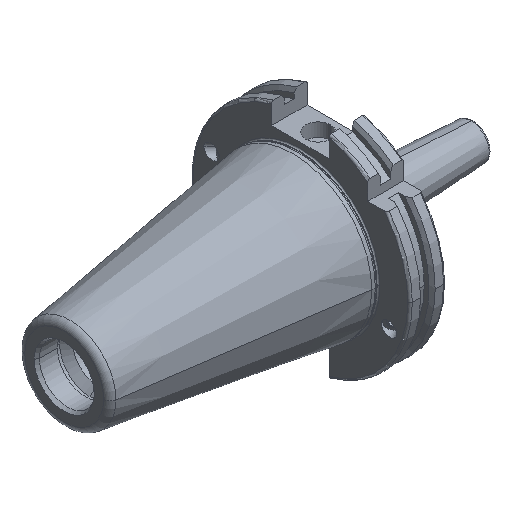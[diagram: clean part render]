
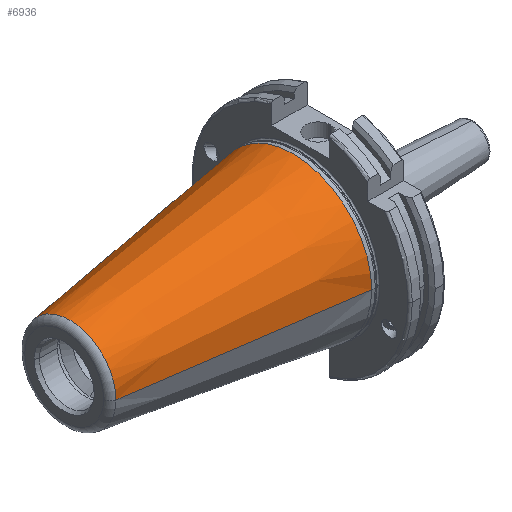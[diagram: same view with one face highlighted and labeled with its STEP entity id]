
A CAD part, isometric view. The second image highlights one B-rep face of the part: STEP entity #6936.
In plain terms, the highlighted conical face has half-angle 8.297 degrees and reference radius 34.925 mm.
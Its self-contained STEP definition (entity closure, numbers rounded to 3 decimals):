
#16 = LINE ( 'NONE', #2349, #253 ) ;
#132 = CARTESIAN_POINT ( 'NONE',  ( 0., 0., 0. ) ) ;
#253 = VECTOR ( 'NONE', #4692, 1000. ) ;
#698 = DIRECTION ( 'NONE',  ( 0., 1., 0. ) ) ;
#825 = DIRECTION ( 'NONE',  ( 0.99, -0.144, 0. ) ) ;
#1227 = AXIS2_PLACEMENT_3D ( 'NONE', #6868, #3348, #5690 ) ;
#1263 = DIRECTION ( 'NONE',  ( 0., -1., 0. ) ) ;
#1447 = CARTESIAN_POINT ( 'NONE',  ( 0., -34.925, 0. ) ) ;
#1718 = CIRCLE ( 'NONE', #1227, 34.925 ) ;
#1862 = DIRECTION ( 'NONE',  ( 1., 0., 0. ) ) ;
#2061 = EDGE_CURVE ( 'NONE', #4377, #5293, #1718, .T. ) ;
#2224 = VERTEX_POINT ( 'NONE', #7089 ) ;
#2340 = CIRCLE ( 'NONE', #6619, 20.461 ) ;
#2349 = CARTESIAN_POINT ( 'NONE',  ( 0., 34.925, 0. ) ) ;
#2438 = ORIENTED_EDGE ( 'NONE', *, *, #6187, .F. ) ;
#2531 = CARTESIAN_POINT ( 'NONE',  ( 0., 34.925, 0. ) ) ;
#2551 = EDGE_LOOP ( 'NONE', ( #4514, #6320, #7388, #2438 ) ) ;
#2983 = DIRECTION ( 'NONE',  ( -1., 0., 0. ) ) ;
#3068 = FACE_OUTER_BOUND ( 'NONE', #2551, .T. ) ;
#3348 = DIRECTION ( 'NONE',  ( -1., 0., 0. ) ) ;
#3744 = LINE ( 'NONE', #1447, #7267 ) ;
#4033 = VERTEX_POINT ( 'NONE', #6060 ) ;
#4060 = AXIS2_PLACEMENT_3D ( 'NONE', #132, #1862, #698 ) ;
#4377 = VERTEX_POINT ( 'NONE', #5707 ) ;
#4514 = ORIENTED_EDGE ( 'NONE', *, *, #7195, .F. ) ;
#4650 = EDGE_CURVE ( 'NONE', #4033, #4377, #3744, .T. ) ;
#4692 = DIRECTION ( 'NONE',  ( 0.99, 0.144, 0. ) ) ;
#5293 = VERTEX_POINT ( 'NONE', #2531 ) ;
#5690 = DIRECTION ( 'NONE',  ( 0., -1., 0. ) ) ;
#5707 = CARTESIAN_POINT ( 'NONE',  ( 0., -34.925, 0. ) ) ;
#6060 = CARTESIAN_POINT ( 'NONE',  ( -99.183, -20.461, 0. ) ) ;
#6187 = EDGE_CURVE ( 'NONE', #2224, #5293, #16, .T. ) ;
#6320 = ORIENTED_EDGE ( 'NONE', *, *, #4650, .T. ) ;
#6321 = CARTESIAN_POINT ( 'NONE',  ( -99.183, 0., 0. ) ) ;
#6619 = AXIS2_PLACEMENT_3D ( 'NONE', #6321, #2983, #1263 ) ;
#6868 = CARTESIAN_POINT ( 'NONE',  ( 0., 0., 0. ) ) ;
#6936 = ADVANCED_FACE ( 'NONE', ( #3068 ), #7103, .T. ) ;
#7089 = CARTESIAN_POINT ( 'NONE',  ( -99.183, 20.461, 0. ) ) ;
#7103 = CONICAL_SURFACE ( 'NONE', #4060, 34.925, 0.145 ) ;
#7195 = EDGE_CURVE ( 'NONE', #4033, #2224, #2340, .T. ) ;
#7267 = VECTOR ( 'NONE', #825, 1000. ) ;
#7388 = ORIENTED_EDGE ( 'NONE', *, *, #2061, .T. ) ;
